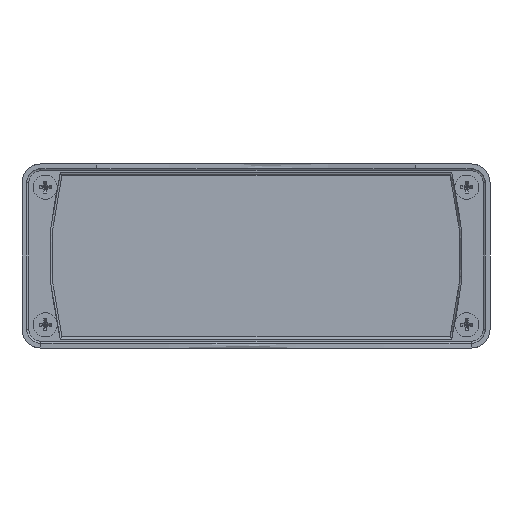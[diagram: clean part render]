
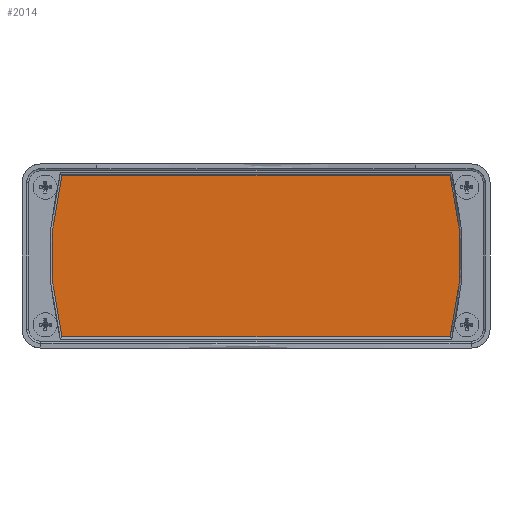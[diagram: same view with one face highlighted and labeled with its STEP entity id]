
A CAD part, front view. The second image highlights one B-rep face of the part: STEP entity #2014.
In plain terms, the highlighted planar face has unit normal (0, -1, 0).
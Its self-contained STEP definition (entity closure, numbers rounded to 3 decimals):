
#2014=ADVANCED_FACE('',(#3340,#3342,#3344,#3346,#3348),#3350,.F.);
#3340=FACE_BOUND('',#3341,.T.);
#3341=EDGE_LOOP('',(#5937,#5938,#5939,#5940,#5941,#5942,#5943,#5944));
#3342=FACE_BOUND('',#3343,.T.);
#3343=EDGE_LOOP('',(#5945));
#3344=FACE_BOUND('',#3345,.T.);
#3345=EDGE_LOOP('',(#5946));
#3346=FACE_BOUND('',#3347,.T.);
#3347=EDGE_LOOP('',(#5947));
#3348=FACE_BOUND('',#3349,.T.);
#3349=EDGE_LOOP('',(#5948));
#3350=PLANE('',#3351);
#3351=AXIS2_PLACEMENT_3D('',#3352,#3353,#3354);
#3352=CARTESIAN_POINT('',(0.,0.,0.));
#3353=DIRECTION('',(0.,1.,0.));
#3354=DIRECTION('',(-1.,0.,0.));
#5937=ORIENTED_EDGE('',*,*,#6900,.F.);
#5938=ORIENTED_EDGE('',*,*,#6901,.F.);
#5939=ORIENTED_EDGE('',*,*,#6902,.F.);
#5940=ORIENTED_EDGE('',*,*,#6903,.F.);
#5941=ORIENTED_EDGE('',*,*,#6904,.F.);
#5942=ORIENTED_EDGE('',*,*,#6905,.F.);
#5943=ORIENTED_EDGE('',*,*,#6906,.F.);
#5944=ORIENTED_EDGE('',*,*,#6907,.F.);
#5945=ORIENTED_EDGE('',*,*,#6908,.T.);
#5946=ORIENTED_EDGE('',*,*,#6909,.T.);
#5947=ORIENTED_EDGE('',*,*,#6910,.T.);
#5948=ORIENTED_EDGE('',*,*,#6911,.T.);
#6900=EDGE_CURVE('',#7920,#7921,#7922,.T.);
#6901=EDGE_CURVE('',#7923,#7920,#7924,.T.);
#6902=EDGE_CURVE('',#7925,#7923,#7926,.T.);
#6903=EDGE_CURVE('',#7927,#7925,#7928,.T.);
#6904=EDGE_CURVE('',#7929,#7927,#7930,.T.);
#6905=EDGE_CURVE('',#7931,#7929,#7932,.T.);
#6906=EDGE_CURVE('',#7933,#7931,#7934,.T.);
#6907=EDGE_CURVE('',#7921,#7933,#7935,.T.);
#6908=EDGE_CURVE('',#7936,#7936,#7937,.T.);
#6909=EDGE_CURVE('',#7938,#7938,#7939,.T.);
#6910=EDGE_CURVE('',#7940,#7940,#7941,.T.);
#6911=EDGE_CURVE('',#7942,#7942,#7943,.T.);
#7920=VERTEX_POINT('',#10064);
#7921=VERTEX_POINT('',#10065);
#7922=CIRCLE('',#10066,3.);
#7923=VERTEX_POINT('',#10070);
#7924=LINE('',#10071,#10072);
#7925=VERTEX_POINT('',#10074);
#7926=CIRCLE('',#10075,3.);
#7927=VERTEX_POINT('',#10079);
#7928=LINE('',#10080,#10081);
#7929=VERTEX_POINT('',#10083);
#7930=CIRCLE('',#10084,3.);
#7931=VERTEX_POINT('',#10088);
#7932=LINE('',#10089,#10090);
#7933=VERTEX_POINT('',#10092);
#7934=CIRCLE('',#10093,3.);
#7935=LINE('',#10097,#10098);
#7936=VERTEX_POINT('',#10100);
#7937=CIRCLE('',#10101,1.5);
#7938=VERTEX_POINT('',#10105);
#7939=CIRCLE('',#10106,1.5);
#7940=VERTEX_POINT('',#10110);
#7941=CIRCLE('',#10111,1.5);
#7942=VERTEX_POINT('',#10115);
#7943=CIRCLE('',#10116,1.5);
#10064=CARTESIAN_POINT('',(-99.,0.,-4.));
#10065=CARTESIAN_POINT('',(-102.,0.,-1.));
#10066=AXIS2_PLACEMENT_3D('',#10067,#10068,#10069);
#10067=CARTESIAN_POINT('',(-99.,0.,-1.));
#10068=DIRECTION('',(0.,1.,0.));
#10069=DIRECTION('',(0.,0.,-1.));
#10070=CARTESIAN_POINT('',(1.,0.,-4.));
#10071=CARTESIAN_POINT('',(1.,0.,-4.));
#10072=VECTOR('',#10073,1.);
#10073=DIRECTION('',(-1.,0.,0.));
#10074=CARTESIAN_POINT('',(4.,0.,-1.));
#10075=AXIS2_PLACEMENT_3D('',#10076,#10077,#10078);
#10076=CARTESIAN_POINT('',(1.,0.,-1.));
#10077=DIRECTION('',(0.,1.,0.));
#10078=DIRECTION('',(1.,0.,0.));
#10079=CARTESIAN_POINT('',(4.,0.,33.));
#10080=CARTESIAN_POINT('',(4.,0.,33.));
#10081=VECTOR('',#10082,1.);
#10082=DIRECTION('',(0.,0.,-1.));
#10083=CARTESIAN_POINT('',(1.,0.,36.));
#10084=AXIS2_PLACEMENT_3D('',#10085,#10086,#10087);
#10085=CARTESIAN_POINT('',(1.,0.,33.));
#10086=DIRECTION('',(0.,1.,0.));
#10087=DIRECTION('',(0.,0.,1.));
#10088=CARTESIAN_POINT('',(-99.,0.,36.));
#10089=CARTESIAN_POINT('',(-99.,0.,36.));
#10090=VECTOR('',#10091,1.);
#10091=DIRECTION('',(1.,0.,0.));
#10092=CARTESIAN_POINT('',(-102.,0.,33.));
#10093=AXIS2_PLACEMENT_3D('',#10094,#10095,#10096);
#10094=CARTESIAN_POINT('',(-99.,0.,33.));
#10095=DIRECTION('',(0.,1.,0.));
#10096=DIRECTION('',(-1.,0.,0.));
#10097=CARTESIAN_POINT('',(-102.,0.,-1.));
#10098=VECTOR('',#10099,1.);
#10099=DIRECTION('',(0.,0.,1.));
#10100=CARTESIAN_POINT('',(-99.5,0.,0.));
#10101=AXIS2_PLACEMENT_3D('',#10102,#10103,#10104);
#10102=CARTESIAN_POINT('',(-98.,0.,0.));
#10103=DIRECTION('',(0.,1.,0.));
#10104=DIRECTION('',(-1.,0.,0.));
#10105=CARTESIAN_POINT('',(-1.5,0.,32.));
#10106=AXIS2_PLACEMENT_3D('',#10107,#10108,#10109);
#10107=CARTESIAN_POINT('',(0.,0.,32.));
#10108=DIRECTION('',(0.,1.,0.));
#10109=DIRECTION('',(-1.,0.,0.));
#10110=CARTESIAN_POINT('',(-1.5,0.,0.));
#10111=AXIS2_PLACEMENT_3D('',#10112,#10113,#10114);
#10112=CARTESIAN_POINT('',(0.,0.,0.));
#10113=DIRECTION('',(0.,1.,0.));
#10114=DIRECTION('',(-1.,0.,0.));
#10115=CARTESIAN_POINT('',(-99.5,0.,32.));
#10116=AXIS2_PLACEMENT_3D('',#10117,#10118,#10119);
#10117=CARTESIAN_POINT('',(-98.,0.,32.));
#10118=DIRECTION('',(0.,1.,0.));
#10119=DIRECTION('',(-1.,0.,0.));
